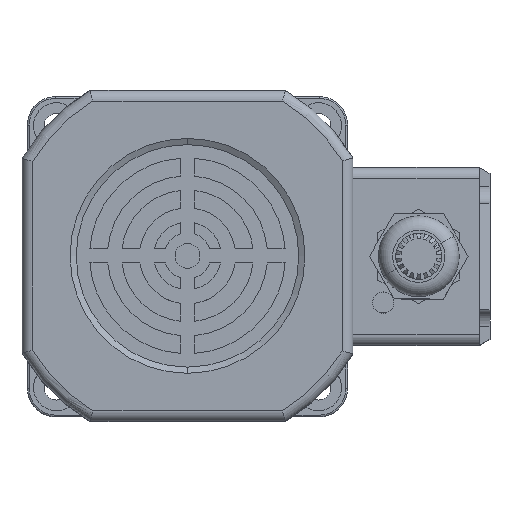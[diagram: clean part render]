
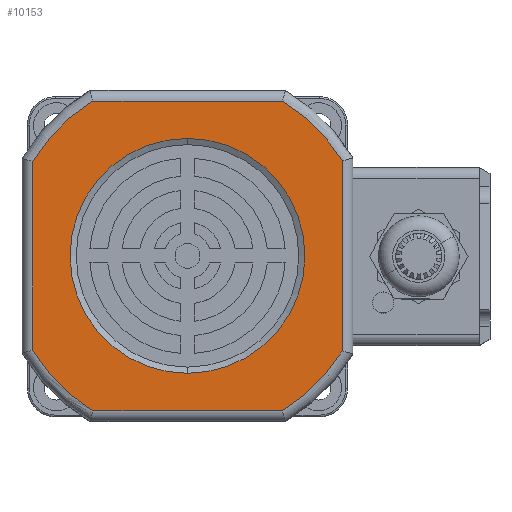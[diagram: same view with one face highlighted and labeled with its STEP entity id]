
A CAD part, top view. The second image highlights one B-rep face of the part: STEP entity #10153.
In plain terms, the highlighted face is planar.
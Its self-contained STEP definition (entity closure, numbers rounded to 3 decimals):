
#326 = EDGE_CURVE ( 'NONE', #24451, #14588, #21006, .T. ) ;
#495 = ORIENTED_EDGE ( 'NONE', *, *, #326, .F. ) ;
#671 = EDGE_CURVE ( 'NONE', #25325, #9754, #11681, .T. ) ;
#1269 = DIRECTION ( 'NONE',  ( 0., 0., 1. ) ) ;
#1308 = CIRCLE ( 'NONE', #11032, 51. ) ;
#1329 = CARTESIAN_POINT ( 'NONE',  ( 43.5, 0., -26.705 ) ) ;
#1382 = CIRCLE ( 'NONE', #11000, 33. ) ;
#1457 = VECTOR ( 'NONE', #9107, 1000. ) ;
#1532 = VECTOR ( 'NONE', #20883, 1000. ) ;
#1576 = DIRECTION ( 'NONE',  ( 0., 0., -1. ) ) ;
#1580 = LINE ( 'NONE', #15155, #1532 ) ;
#1616 = CIRCLE ( 'NONE', #11069, 51. ) ;
#1654 = LINE ( 'NONE', #17135, #1457 ) ;
#1870 = VECTOR ( 'NONE', #4814, 1000. ) ;
#1925 = CIRCLE ( 'NONE', #11113, 51. ) ;
#1943 = LINE ( 'NONE', #22373, #2009 ) ;
#1984 = LINE ( 'NONE', #2876, #1870 ) ;
#2009 = VECTOR ( 'NONE', #12697, 1000. ) ;
#2626 = DIRECTION ( 'NONE',  ( 0., -1., 0. ) ) ;
#2876 = CARTESIAN_POINT ( 'NONE',  ( 0.05, 0., -43.5 ) ) ;
#3560 = CARTESIAN_POINT ( 'NONE',  ( 26.673, 0., -43.5 ) ) ;
#4814 = DIRECTION ( 'NONE',  ( 1., 0., 0. ) ) ;
#5186 = EDGE_CURVE ( 'NONE', #19741, #10424, #1943, .T. ) ;
#5190 = EDGE_CURVE ( 'NONE', #10424, #22417, #1925, .T. ) ;
#5219 = EDGE_CURVE ( 'NONE', #22417, #16266, #1984, .T. ) ;
#5366 = EDGE_CURVE ( 'NONE', #16266, #14924, #1616, .T. ) ;
#5373 = EDGE_CURVE ( 'NONE', #14924, #25325, #1580, .T. ) ;
#5391 = CARTESIAN_POINT ( 'NONE',  ( 0., 0., 0. ) ) ;
#5423 = DIRECTION ( 'NONE',  ( 0., 0., 1. ) ) ;
#5439 = EDGE_CURVE ( 'NONE', #9754, #12906, #1654, .T. ) ;
#5519 = EDGE_CURVE ( 'NONE', #12906, #19741, #1308, .T. ) ;
#5526 = EDGE_CURVE ( 'NONE', #14588, #24451, #1382, .T. ) ;
#7070 = ORIENTED_EDGE ( 'NONE', *, *, #5186, .T. ) ;
#7373 = DIRECTION ( 'NONE',  ( 0., 0., -1. ) ) ;
#7516 = ORIENTED_EDGE ( 'NONE', *, *, #5219, .T. ) ;
#8075 = ORIENTED_EDGE ( 'NONE', *, *, #5373, .T. ) ;
#8689 = FACE_BOUND ( 'NONE', #19227, .T. ) ;
#8758 = CARTESIAN_POINT ( 'NONE',  ( 0.05, 0., 0. ) ) ;
#9045 = AXIS2_PLACEMENT_3D ( 'NONE', #15445, #19165, #5423 ) ;
#9094 = FACE_OUTER_BOUND ( 'NONE', #14832, .T. ) ;
#9107 = DIRECTION ( 'NONE',  ( -1., 0., 0. ) ) ;
#9285 = DIRECTION ( 'NONE',  ( 0., -1., 0. ) ) ;
#9754 = VERTEX_POINT ( 'NONE', #16180 ) ;
#10153 = ADVANCED_FACE ( 'NONE', ( #9094, #8689 ), #17343, .F. ) ;
#10424 = VERTEX_POINT ( 'NONE', #11009 ) ;
#10818 = DIRECTION ( 'NONE',  ( 0., 0., 1. ) ) ;
#11000 = AXIS2_PLACEMENT_3D ( 'NONE', #5391, #19214, #7373 ) ;
#11009 = CARTESIAN_POINT ( 'NONE',  ( -43.5, 0., -26.54 ) ) ;
#11032 = AXIS2_PLACEMENT_3D ( 'NONE', #21046, #9285, #22940 ) ;
#11069 = AXIS2_PLACEMENT_3D ( 'NONE', #24632, #13132, #1269 ) ;
#11113 = AXIS2_PLACEMENT_3D ( 'NONE', #8758, #22451, #10818 ) ;
#11681 = CIRCLE ( 'NONE', #12642, 51. ) ;
#12642 = AXIS2_PLACEMENT_3D ( 'NONE', #14557, #2626, #16478 ) ;
#12697 = DIRECTION ( 'NONE',  ( 0., 0., -1. ) ) ;
#12906 = VERTEX_POINT ( 'NONE', #23651 ) ;
#12993 = AXIS2_PLACEMENT_3D ( 'NONE', #24928, #13435, #1576 ) ;
#13132 = DIRECTION ( 'NONE',  ( 0., -1., 0. ) ) ;
#13435 = DIRECTION ( 'NONE',  ( 0., -1., 0. ) ) ;
#14324 = ORIENTED_EDGE ( 'NONE', *, *, #5439, .T. ) ;
#14557 = CARTESIAN_POINT ( 'NONE',  ( 0.05, 0., 0. ) ) ;
#14588 = VERTEX_POINT ( 'NONE', #22852 ) ;
#14832 = EDGE_LOOP ( 'NONE', ( #7070, #23370, #7516, #23949, #8075, #24512, #14324, #25113 ) ) ;
#14924 = VERTEX_POINT ( 'NONE', #1329 ) ;
#15073 = CARTESIAN_POINT ( 'NONE',  ( 0., 0., 33. ) ) ;
#15123 = ORIENTED_EDGE ( 'NONE', *, *, #5526, .F. ) ;
#15155 = CARTESIAN_POINT ( 'NONE',  ( 43.5, 0., 0. ) ) ;
#15445 = CARTESIAN_POINT ( 'NONE',  ( 0.05, 0., 0. ) ) ;
#16180 = CARTESIAN_POINT ( 'NONE',  ( 26.673, 0., 43.5 ) ) ;
#16266 = VERTEX_POINT ( 'NONE', #3560 ) ;
#16478 = DIRECTION ( 'NONE',  ( 0., 0., 1. ) ) ;
#17135 = CARTESIAN_POINT ( 'NONE',  ( 0.05, 0., 43.5 ) ) ;
#17265 = CARTESIAN_POINT ( 'NONE',  ( 43.5, 0., 26.705 ) ) ;
#17343 = PLANE ( 'NONE',  #9045 ) ;
#19165 = DIRECTION ( 'NONE',  ( 0., 1., 0. ) ) ;
#19214 = DIRECTION ( 'NONE',  ( 0., -1., 0. ) ) ;
#19227 = EDGE_LOOP ( 'NONE', ( #15123, #495 ) ) ;
#19741 = VERTEX_POINT ( 'NONE', #22902 ) ;
#20883 = DIRECTION ( 'NONE',  ( 0., 0., 1. ) ) ;
#21006 = CIRCLE ( 'NONE', #12993, 33. ) ;
#21046 = CARTESIAN_POINT ( 'NONE',  ( 0.05, 0., 0. ) ) ;
#22330 = CARTESIAN_POINT ( 'NONE',  ( -26.572, 0., -43.5 ) ) ;
#22373 = CARTESIAN_POINT ( 'NONE',  ( -43.5, 0., 0. ) ) ;
#22417 = VERTEX_POINT ( 'NONE', #22330 ) ;
#22451 = DIRECTION ( 'NONE',  ( 0., -1., 0. ) ) ;
#22852 = CARTESIAN_POINT ( 'NONE',  ( 0., 0., -33. ) ) ;
#22902 = CARTESIAN_POINT ( 'NONE',  ( -43.5, 0., 26.54 ) ) ;
#22940 = DIRECTION ( 'NONE',  ( 0., 0., 1. ) ) ;
#23370 = ORIENTED_EDGE ( 'NONE', *, *, #5190, .T. ) ;
#23651 = CARTESIAN_POINT ( 'NONE',  ( -26.572, 0., 43.5 ) ) ;
#23949 = ORIENTED_EDGE ( 'NONE', *, *, #5366, .T. ) ;
#24451 = VERTEX_POINT ( 'NONE', #15073 ) ;
#24512 = ORIENTED_EDGE ( 'NONE', *, *, #671, .T. ) ;
#24632 = CARTESIAN_POINT ( 'NONE',  ( 0.05, 0., 0. ) ) ;
#24928 = CARTESIAN_POINT ( 'NONE',  ( 0., 0., 0. ) ) ;
#25113 = ORIENTED_EDGE ( 'NONE', *, *, #5519, .T. ) ;
#25325 = VERTEX_POINT ( 'NONE', #17265 ) ;
